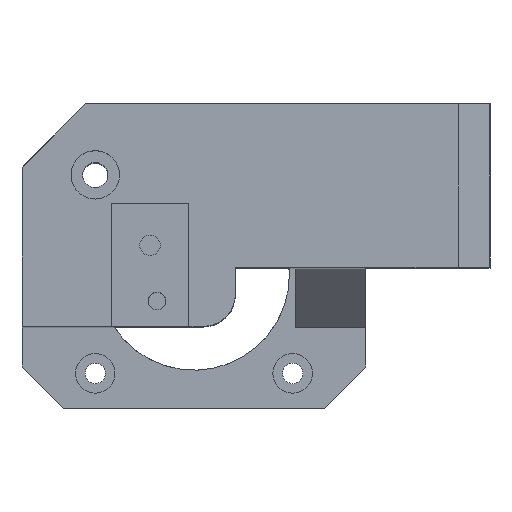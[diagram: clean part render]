
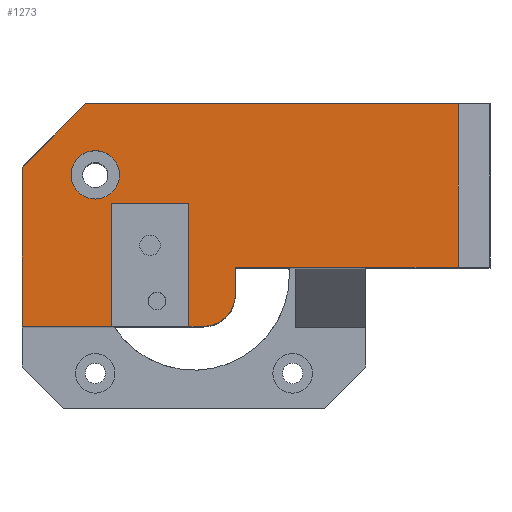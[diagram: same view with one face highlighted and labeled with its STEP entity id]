
A CAD part, top view. The second image highlights one B-rep face of the part: STEP entity #1273.
In plain terms, the highlighted planar face has unit normal (0, 0, 1).
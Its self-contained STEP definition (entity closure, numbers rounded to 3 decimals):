
#135 = VERTEX_POINT('',#136);
#136 = CARTESIAN_POINT('',(81.141,976.278,47.945));
#142 = EDGE_CURVE('',#135,#143,#145,.T.);
#143 = VERTEX_POINT('',#144);
#144 = CARTESIAN_POINT('',(78.841,976.278,47.945));
#145 = LINE('',#146,#147);
#146 = CARTESIAN_POINT('',(78.846,976.278,47.945));
#147 = VECTOR('',#148,1.);
#148 = DIRECTION('',(-1.,0.,0.));
#167 = VERTEX_POINT('',#168);
#168 = CARTESIAN_POINT('',(66.651,976.278,47.945));
#174 = EDGE_CURVE('',#175,#167,#177,.T.);
#175 = VERTEX_POINT('',#176);
#176 = CARTESIAN_POINT('',(52.641,976.278,47.945));
#177 = LINE('',#178,#179);
#178 = CARTESIAN_POINT('',(66.426,976.278,47.945));
#179 = VECTOR('',#180,1.);
#180 = DIRECTION('',(1.,0.,0.));
#1252 = EDGE_CURVE('',#135,#1253,#1255,.T.);
#1253 = VERTEX_POINT('',#1254);
#1254 = CARTESIAN_POINT('',(86.141,981.278,47.945));
#1255 = CIRCLE('',#1256,5.);
#1256 = AXIS2_PLACEMENT_3D('',#1257,#1258,#1259);
#1257 = CARTESIAN_POINT('',(81.141,981.278,47.945));
#1258 = DIRECTION('',(0.,0.,1.));
#1259 = DIRECTION('',(1.,0.,0.));
#1273 = ADVANCED_FACE('',(#1274,#1347),#1358,.T.);
#1274 = FACE_BOUND('',#1275,.T.);
#1275 = EDGE_LOOP('',(#1276,#1286,#1294,#1300,#1301,#1309,#1317,#1323,
    #1324,#1325,#1333,#1341));
#1276 = ORIENTED_EDGE('',*,*,#1277,.F.);
#1277 = EDGE_CURVE('',#1278,#1280,#1282,.T.);
#1278 = VERTEX_POINT('',#1279);
#1279 = CARTESIAN_POINT('',(62.691,1011.278,47.945));
#1280 = VERTEX_POINT('',#1281);
#1281 = CARTESIAN_POINT('',(121.141,1011.278,47.945));
#1282 = LINE('',#1283,#1284);
#1283 = CARTESIAN_POINT('',(98.156,1011.278,47.945));
#1284 = VECTOR('',#1285,1.);
#1285 = DIRECTION('',(1.,0.,0.));
#1286 = ORIENTED_EDGE('',*,*,#1287,.T.);
#1287 = EDGE_CURVE('',#1278,#1288,#1290,.T.);
#1288 = VERTEX_POINT('',#1289);
#1289 = CARTESIAN_POINT('',(52.641,1001.228,47.945));
#1290 = LINE('',#1291,#1292);
#1291 = CARTESIAN_POINT('',(64.7,1013.288,47.945));
#1292 = VECTOR('',#1293,1.);
#1293 = DIRECTION('',(-0.707,-0.707,0.));
#1294 = ORIENTED_EDGE('',*,*,#1295,.T.);
#1295 = EDGE_CURVE('',#1288,#175,#1296,.T.);
#1296 = LINE('',#1297,#1298);
#1297 = CARTESIAN_POINT('',(52.641,981.328,47.945));
#1298 = VECTOR('',#1299,1.);
#1299 = DIRECTION('',(0.,-1.,0.));
#1300 = ORIENTED_EDGE('',*,*,#174,.T.);
#1301 = ORIENTED_EDGE('',*,*,#1302,.F.);
#1302 = EDGE_CURVE('',#1303,#167,#1305,.T.);
#1303 = VERTEX_POINT('',#1304);
#1304 = CARTESIAN_POINT('',(66.651,995.528,47.945));
#1305 = LINE('',#1306,#1307);
#1306 = CARTESIAN_POINT('',(66.651,991.676,47.945));
#1307 = VECTOR('',#1308,1.);
#1308 = DIRECTION('',(0.,-1.,0.));
#1309 = ORIENTED_EDGE('',*,*,#1310,.F.);
#1310 = EDGE_CURVE('',#1311,#1303,#1313,.T.);
#1311 = VERTEX_POINT('',#1312);
#1312 = CARTESIAN_POINT('',(78.841,995.528,47.945));
#1313 = LINE('',#1314,#1315);
#1314 = CARTESIAN_POINT('',(78.626,995.528,47.945));
#1315 = VECTOR('',#1316,1.);
#1316 = DIRECTION('',(-1.,0.,0.));
#1317 = ORIENTED_EDGE('',*,*,#1318,.F.);
#1318 = EDGE_CURVE('',#143,#1311,#1319,.T.);
#1319 = LINE('',#1320,#1321);
#1320 = CARTESIAN_POINT('',(78.841,985.528,47.945));
#1321 = VECTOR('',#1322,1.);
#1322 = DIRECTION('',(0.,1.,0.));
#1323 = ORIENTED_EDGE('',*,*,#142,.F.);
#1324 = ORIENTED_EDGE('',*,*,#1252,.T.);
#1325 = ORIENTED_EDGE('',*,*,#1326,.T.);
#1326 = EDGE_CURVE('',#1253,#1327,#1329,.T.);
#1327 = VERTEX_POINT('',#1328);
#1328 = CARTESIAN_POINT('',(86.141,985.528,47.945));
#1329 = LINE('',#1330,#1331);
#1330 = CARTESIAN_POINT('',(86.141,976.278,47.945));
#1331 = VECTOR('',#1332,1.);
#1332 = DIRECTION('',(0.,1.,0.));
#1333 = ORIENTED_EDGE('',*,*,#1334,.F.);
#1334 = EDGE_CURVE('',#1335,#1327,#1337,.T.);
#1335 = VERTEX_POINT('',#1336);
#1336 = CARTESIAN_POINT('',(121.141,985.528,47.945));
#1337 = LINE('',#1338,#1339);
#1338 = CARTESIAN_POINT('',(90.997,985.528,47.945));
#1339 = VECTOR('',#1340,1.);
#1340 = DIRECTION('',(-1.,0.,0.));
#1341 = ORIENTED_EDGE('',*,*,#1342,.T.);
#1342 = EDGE_CURVE('',#1335,#1280,#1343,.T.);
#1343 = LINE('',#1344,#1345);
#1344 = CARTESIAN_POINT('',(121.141,985.528,47.945));
#1345 = VECTOR('',#1346,1.);
#1346 = DIRECTION('',(0.,1.,0.));
#1347 = FACE_BOUND('',#1348,.T.);
#1348 = EDGE_LOOP('',(#1349));
#1349 = ORIENTED_EDGE('',*,*,#1350,.F.);
#1350 = EDGE_CURVE('',#1351,#1351,#1353,.T.);
#1351 = VERTEX_POINT('',#1352);
#1352 = CARTESIAN_POINT('',(67.941,1000.078,47.945));
#1353 = CIRCLE('',#1354,3.8);
#1354 = AXIS2_PLACEMENT_3D('',#1355,#1356,#1357);
#1355 = CARTESIAN_POINT('',(64.141,1000.078,47.945));
#1356 = DIRECTION('',(0.,0.,1.));
#1357 = DIRECTION('',(1.,0.,0.));
#1358 = PLANE('',#1359);
#1359 = AXIS2_PLACEMENT_3D('',#1360,#1361,#1362);
#1360 = CARTESIAN_POINT('',(84.168,994.505,47.945));
#1361 = DIRECTION('',(0.,0.,1.));
#1362 = DIRECTION('',(1.,0.,0.));
